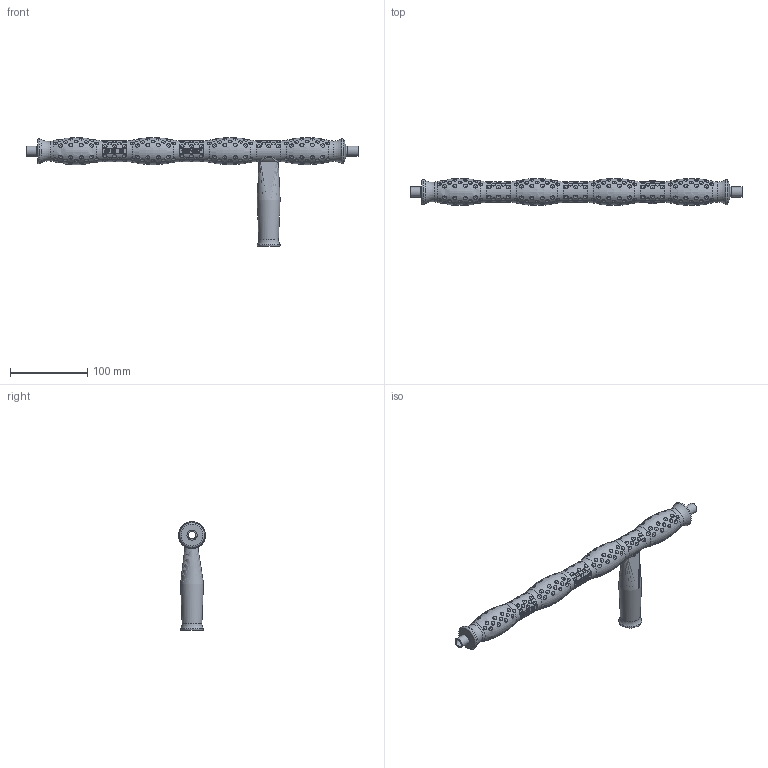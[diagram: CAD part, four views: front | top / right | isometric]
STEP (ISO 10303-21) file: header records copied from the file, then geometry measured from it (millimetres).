
FILE_DESCRIPTION(/* description */ ('Unknown'),/* implementation_level */ '2;1');
FILE_NAME(/* name */ '200029204',/* time_stamp */ '2022-12-07T11:53:08+01:00',/* author */ ('Unknown'),/* organization */ ('Unknown'),/* preprocessor_version */ 'ST-DEVELOPER v18.102',/* originating_system */ 'Solid Edge',/* authorisation */ 'Unknown');
FILE_SCHEMA (('AUTOMOTIVE_DESIGN {1 0 10303 214 3 1 1}'));
Length unit declared in the file: millimetre
Products named in the file (3): 27135_200029204_Lanze_ST-29.2_430_40___-_00317526; 07-4318_Niro-Düsenrohr_12,7x1,5x431; 25336_400002570_Isolation_ST-29_mit__1_-_00317501
Assembly tree (2 placements, depth 2):
  27135_200029204_Lanze_ST-29.2_430_40___-_00317526
    07-4318_Niro-Düsenrohr_12,7x1,5x431
    25336_400002570_Isolation_ST-29_mit__1_-_00317501
Bounding box: 431 x 34.96 x 141 mm (x, y, z)
Volume: 301273.2 mm3; surface area: 102883.1 mm2
Topology: 2 solids, 2 shells, 612 faces, 2021 edges, 1426 vertices
Faces by surface type: sphere 288, plane 192, bspline 75, cylinder 33, torus 23, cone 1
Full cylindrical faces by diameter (mm): 8 x2, 9.7 x1, 12.7 x1, 12.8 x1, 13.16 x2, 27 x3
Entity records: 22334 total; most frequent: CARTESIAN_POINT 11766, ORIENTED_EDGE 2040, DIRECTION 1526, EDGE_CURVE 1020, EDGE_LOOP 996, FACE_BOUND 996, VERTEX_POINT 794, B_SPLINE_CURVE_WITH_KNOTS 680
